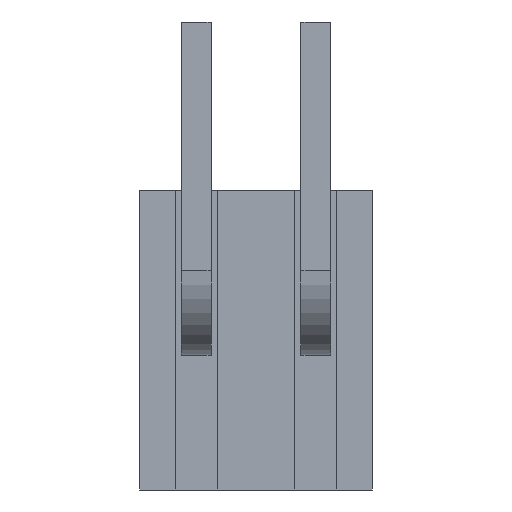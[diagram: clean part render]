
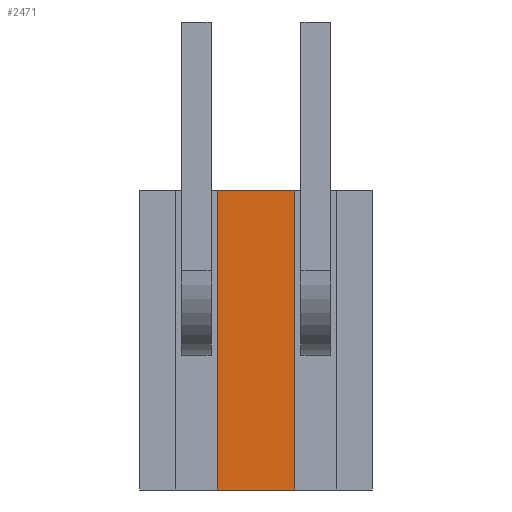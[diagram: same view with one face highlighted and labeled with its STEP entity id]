
A CAD part, front view. The second image highlights one B-rep face of the part: STEP entity #2471.
In plain terms, the highlighted planar face has unit normal (0, -1, 0).
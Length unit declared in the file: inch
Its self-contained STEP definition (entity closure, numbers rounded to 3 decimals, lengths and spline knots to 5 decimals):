
#443 = VECTOR ( 'NONE', #633, 39.37008 ) ;
#469 = CARTESIAN_POINT ( 'NONE',  ( 0.0325, -0.0625, -0.125 ) ) ;
#488 = CARTESIAN_POINT ( 'NONE',  ( -0.0325, -0.0625, 0.125 ) ) ;
#557 = AXIS2_PLACEMENT_3D ( 'NONE', #1923, #680, #2140 ) ;
#584 = EDGE_CURVE ( 'NONE', #890, #2535, #2142, .T. ) ;
#594 = CARTESIAN_POINT ( 'NONE',  ( -0.0325, -0.0625, -0.125 ) ) ;
#633 = DIRECTION ( 'NONE',  ( 0., 0., 1. ) ) ;
#680 = DIRECTION ( 'NONE',  ( 0., -1., 0. ) ) ;
#814 = CARTESIAN_POINT ( 'NONE',  ( 0.0325, -0.0625, 0. ) ) ;
#852 = FACE_OUTER_BOUND ( 'NONE', #1301, .T. ) ;
#890 = VERTEX_POINT ( 'NONE', #1649 ) ;
#911 = EDGE_CURVE ( 'NONE', #890, #1784, #1934, .T. ) ;
#992 = EDGE_CURVE ( 'NONE', #1452, #2535, #2575, .T. ) ;
#1029 = DIRECTION ( 'NONE',  ( 0., 0., -1. ) ) ;
#1085 = PLANE ( 'NONE',  #557 ) ;
#1245 = VECTOR ( 'NONE', #1029, 39.37008 ) ;
#1281 = VECTOR ( 'NONE', #1728, 39.37008 ) ;
#1301 = EDGE_LOOP ( 'NONE', ( #2375, #2469, #2439, #2314 ) ) ;
#1452 = VERTEX_POINT ( 'NONE', #594 ) ;
#1459 = CARTESIAN_POINT ( 'NONE',  ( -0.097, -0.0625, -0.125 ) ) ;
#1542 = CARTESIAN_POINT ( 'NONE',  ( 0.05, -0.0625, 0.125 ) ) ;
#1649 = CARTESIAN_POINT ( 'NONE',  ( 0.0325, -0.0625, 0.125 ) ) ;
#1671 = DIRECTION ( 'NONE',  ( 1., 0., 0. ) ) ;
#1728 = DIRECTION ( 'NONE',  ( -1., 0., 0. ) ) ;
#1784 = VERTEX_POINT ( 'NONE', #469 ) ;
#1923 = CARTESIAN_POINT ( 'NONE',  ( 0., -0.0625, 0. ) ) ;
#1934 = LINE ( 'NONE', #814, #1245 ) ;
#2093 = CARTESIAN_POINT ( 'NONE',  ( -0.0325, -0.0625, 0. ) ) ;
#2140 = DIRECTION ( 'NONE',  ( 0., 0., -1. ) ) ;
#2142 = LINE ( 'NONE', #1542, #1281 ) ;
#2183 = VECTOR ( 'NONE', #1671, 39.37008 ) ;
#2242 = LINE ( 'NONE', #1459, #2183 ) ;
#2314 = ORIENTED_EDGE ( 'NONE', *, *, #2384, .T. ) ;
#2375 = ORIENTED_EDGE ( 'NONE', *, *, #911, .F. ) ;
#2384 = EDGE_CURVE ( 'NONE', #1452, #1784, #2242, .T. ) ;
#2439 = ORIENTED_EDGE ( 'NONE', *, *, #992, .F. ) ;
#2469 = ORIENTED_EDGE ( 'NONE', *, *, #584, .T. ) ;
#2471 = ADVANCED_FACE ( 'NONE', ( #852 ), #1085, .T. ) ;
#2535 = VERTEX_POINT ( 'NONE', #488 ) ;
#2575 = LINE ( 'NONE', #2093, #443 ) ;
